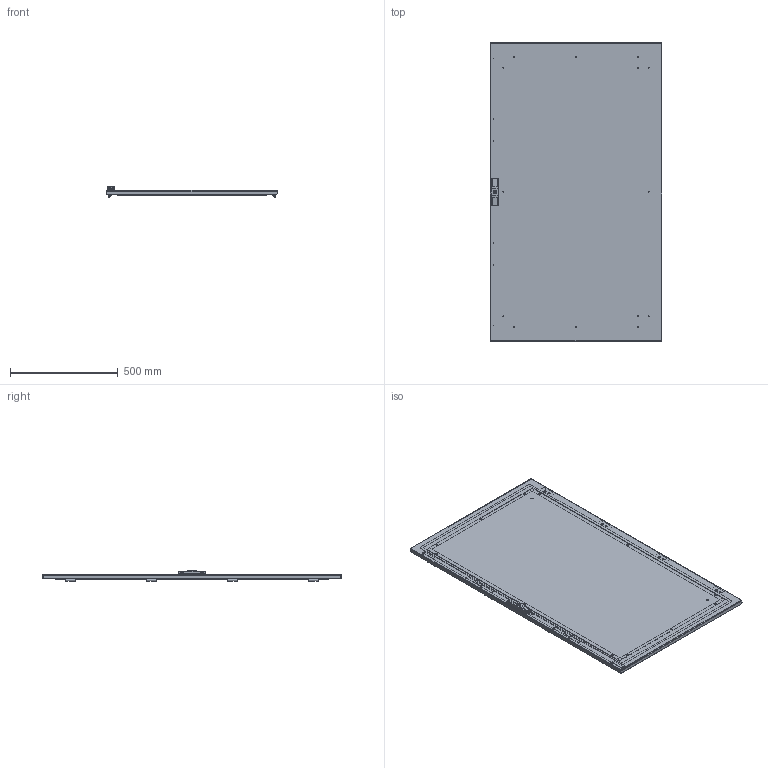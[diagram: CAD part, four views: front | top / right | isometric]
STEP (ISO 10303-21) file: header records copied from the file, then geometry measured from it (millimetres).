
FILE_DESCRIPTION (( 'STEP AP203' ), '1' );
FILE_NAME ('UR40602140800 Äâåðü ãëóõàÿ RS52 140.80 ÑÏ (000.801.406-02).STEP', '2022-04-08T09:24:39', ( '' ), ( '' ), 'SwSTEP 2.0', 'SolidWorks 2017', '' );
FILE_SCHEMA (( 'CONFIG_CONTROL_DESIGN' ));
Length unit declared in the file: millimetre
Products named in the file (27): MS896 Çàìîê-íàêëàäêà îñíîâíàÿ äëÿ LC_Žâªàëâ®; 048-06 Ïðóæèíà ïåòëè çàæèìíàÿ; 029-373 Ñîåäèíèòåëü óãëîâîé ðàìêè äâåðè RS52; 028-126 Ñêîáà LC3; 040-238 Ïëàíêà çàïîðíàÿ_01 (140.00); Âèíò ISO 10642 TX_Œ5å16; Óïëîòíèòåëü ÏÏÓ äëÿ äâåðêè LC3_05 (140å80); Øïèëüêà çàçåìëåíèÿ CKF CS_Œ6å16; UR40602140800 Äâåðü ãëóõàÿ RS52 140.80 ÑÏ (000.801.406-02); Ãàéêà Ýðèêñîíà Ì6 ñ ïëîñêîé ãîëîâêîé; Âèíò ISO 10642 TX_Œ5å10; 000.231.069 Ðàìà óñèëèâàþùàÿ RS52_07 (140.80); 000.210.493 Îñíîâàíèå äâåðè RS52 140.00_02 (140.80); Ãàéêà øåñòèãðàííàÿ âûñîêàÿ ñàìîñòîïîðÿùàÿñÿ ñ ôëàíöåì ÃÎÑÒ ISO 7043_Œ6; 040-237 Ïëàíêà çàïîðíàÿ ÏÐÎÁÀ 3_01 (140.00); 054-270 Ñòîéêà äâåðè RS52_01 (140.00); Âèíò DIN 7500 C TORX_Œ5å16; 012-1967 Ïàíåëü äâåðè RS52 140.00_02 (140.80); 037-50 Ïåòëÿ LC3; 016-90 Øòûðü ïåòëè LC3; 054-271 Ïîïåðå÷èíà äâåðè RS52_02 (00.80); Øàéáà 6402 Ò_Œ6; 050-42 Âòóëêà ñêðûòîé ïåòëè; Øïèëüêà ðåçüáîâàÿ ñ î÷èñòêîé îò êðàñêè_Œ6å12; 000.800.061 Ïåòëÿ LC3_‡ ªàëâ®; 000.203.215 ﾄ粢 RS52 140.00_02 (140.80); 040-194 Ïëàíêà çàïîðíàÿ_01 (140.00)
Assembly tree (104 placements, depth 4):
  UR40602140800 Äâåðü ãëóõàÿ RS52 140.80 ÑÏ (000.801.406-02)
    000.203.215 ﾄ粢 RS52 140.00_02 (140.80)
      000.210.493 Îñíîâàíèå äâåðè RS52 140.00_02 (140.80)
        012-1967 Ïàíåëü äâåðè RS52 140.00_02 (140.80)
        Øïèëüêà çàçåìëåíèÿ CKF CS_Œ6å16  x2
        Øïèëüêà ðåçüáîâàÿ ñ î÷èñòêîé îò êðàñêè_Œ6å12  x18
        050-42 Âòóëêà ñêðûòîé ïåòëè  x4
      000.231.069 Ðàìà óñèëèâàþùàÿ RS52_07 (140.80)
        054-270 Ñòîéêà äâåðè RS52_01 (140.00)  x2
        054-271 Ïîïåðå÷èíà äâåðè RS52_02 (00.80)  x2
        029-373 Ñîåäèíèòåëü óãëîâîé ðàìêè äâåðè RS52  x4
        Âèíò DIN 7500 C TORX_Œ5å16  x8
      Ãàéêà Ýðèêñîíà Ì6 ñ ïëîñêîé ãîëîâêîé  x12
      Óïëîòíèòåëü ÏÏÓ äëÿ äâåðêè LC3_05 (140å80)
      MS896 Çàìîê-íàêëàäêà îñíîâíàÿ äëÿ LC_Žâªàëâ®
      Âèíò ISO 10642 TX_Œ5å10  x2
      040-237 Ïëàíêà çàïîðíàÿ ÏÐÎÁÀ 3_01 (140.00)
      040-238 Ïëàíêà çàïîðíàÿ_01 (140.00)
      Ãàéêà øåñòèãðàííàÿ âûñîêàÿ ñàìîñòîïîðÿùàÿñÿ ñ ôëàíöåì ÃÎÑÒ ISO 7043_Œ6  x6
      Øàéáà 6402 Ò_Œ6  x6
      040-194 Ïëàíêà çàïîðíàÿ_01 (140.00)
    000.800.061 Ïåòëÿ LC3_‡ ªàëâ®  x4
      037-50 Ïåòëÿ LC3
      016-90 Øòûðü ïåòëè LC3
      048-06 Ïðóæèíà ïåòëè çàæèìíàÿ
    028-126 Ñêîáà LC3  x4
    Âèíò ISO 10642 TX_Œ5å16  x16
Bounding box: 796.8 x 1384 x 47.95 mm (x, y, z)
Volume: 3223937.1 mm3; surface area: 3253492.1 mm2
Topology: 117 solids, 121 shells, 3994 faces, 10653 edges, 6919 vertices
Faces by surface type: cylinder 1749, plane 1415, cone 492, bspline 220, torus 102, sphere 16
Entity records: 48962 total; most frequent: CARTESIAN_POINT 13302, DIRECTION 6584, ORIENTED_EDGE 6210, EDGE_CURVE 3108, AXIS2_PLACEMENT_3D 2447, VERTEX_POINT 2001, LINE 1690, VECTOR 1690
